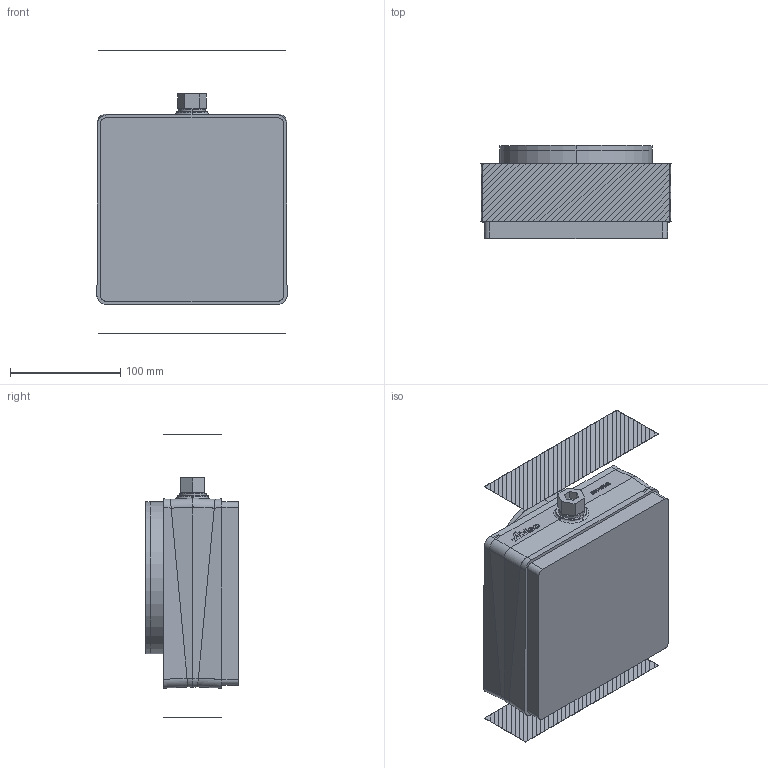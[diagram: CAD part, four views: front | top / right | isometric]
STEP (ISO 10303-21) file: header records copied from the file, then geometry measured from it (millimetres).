
FILE_DESCRIPTION (( 'STEP AP214' ), '1' );
FILE_NAME ('204-VRKC-15.STEP', '2015-12-01T06:52:13', ( 'admin1' ), ( '' ), 'SwSTEP 2.0', 'SolidWorks 2014', '' );
FILE_SCHEMA (( 'AUTOMOTIVE_DESIGN' ));
Length unit declared in the file: millimetre
Products named in the file (3): SS 002810_204-VRC; SS 000378_204-VRKC-15; 204-VRKC-15
Assembly tree (2 placements, depth 2):
  204-VRKC-15
    SS 000378_204-VRKC-15
    SS 002810_204-VRC
Bounding box: 172.24 x 84.06 x 257 mm (x, y, z)
Volume: 2014351.4 mm3; surface area: 165052.5 mm2
Topology: 3 solids, 5 shells, 528 faces, 1384 edges, 899 vertices
Faces by surface type: plane 381, cylinder 62, bspline 53, cone 30, torus 2
Entity records: 24168 total; most frequent: CARTESIAN_POINT 6193, ORIENTED_EDGE 2764, DIRECTION 2296, EDGE_CURVE 1382, VECTOR 1072, LINE 1072, VERTEX_POINT 899, AXIS2_PLACEMENT_3D 612
